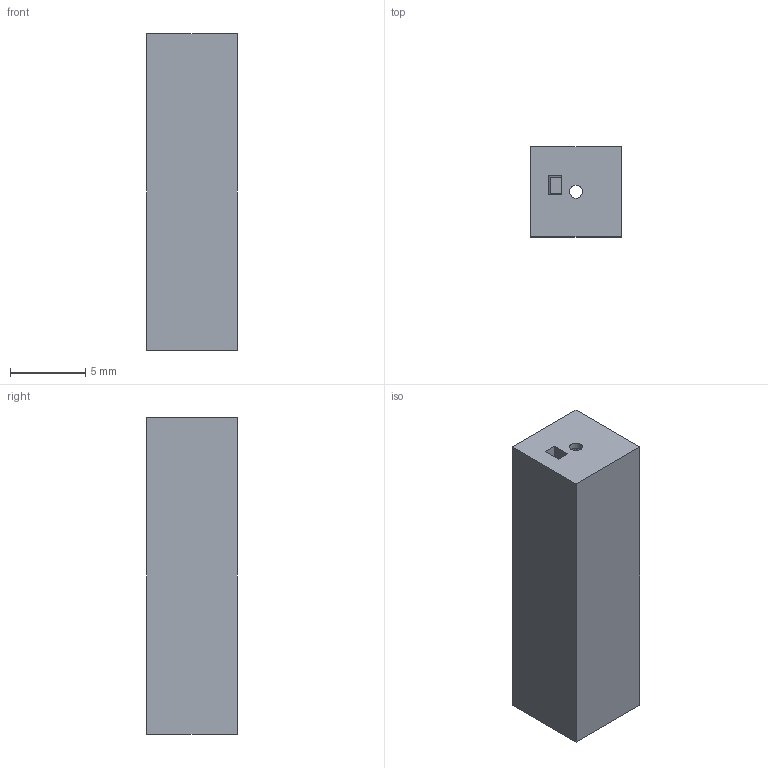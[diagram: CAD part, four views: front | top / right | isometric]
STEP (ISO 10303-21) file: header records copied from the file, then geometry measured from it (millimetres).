
FILE_DESCRIPTION(/* description */ (''),/* implementation_level */ '2;1');
FILE_NAME(/* name */ '15396761-AFT01_03-CONN.stp',/* time_stamp */ '2023-07-12T14:37:10+08:00',/* author */ (''),/* organization */ (''),/* preprocessor_version */ 'ST-DEVELOPER v16',/* originating_system */ 'SIEMENS PLM Software NX 11.0',/* authorisation */ '');
FILE_SCHEMA (('AUTOMOTIVE_DESIGN { 1 0 10303 214 3 1 1 1 }'));
Length unit declared in the file: millimetre
Products named in the file (1): 15396761-AFT01_03-CONN
Bounding box: 6 x 6 x 21 mm (x, y, z)
Volume: 621.1 mm3; surface area: 796.7 mm2
Topology: 1 solids, 1 shells, 34 faces, 85 edges, 53 vertices
Faces by surface type: plane 31, cylinder 2, cone 1
Full cylindrical faces by diameter (mm): 0.85 x1
Entity records: 1206 total; most frequent: CARTESIAN_POINT 171, ORIENTED_EDGE 166, DIRECTION 158, EDGE_CURVE 83, LINE 78, VECTOR 78, VERTEX_POINT 53, EDGE_LOOP 40
